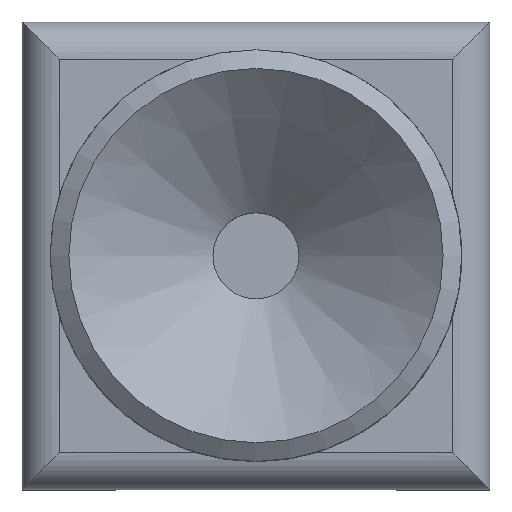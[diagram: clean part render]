
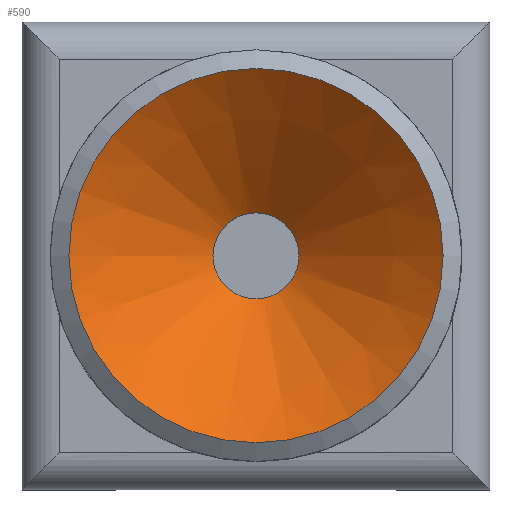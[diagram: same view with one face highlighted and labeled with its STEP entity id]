
A CAD part, top view. The second image highlights one B-rep face of the part: STEP entity #590.
In plain terms, the highlighted conical face has half-angle 51.34 degrees and reference radius 1 mm.
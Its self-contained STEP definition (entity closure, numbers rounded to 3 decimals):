
#475 = VERTEX_POINT('',#476);
#476 = CARTESIAN_POINT('',(1.,0.,0.8));
#482 = EDGE_CURVE('',#475,#475,#483,.T.);
#483 = CIRCLE('',#484,1.);
#484 = AXIS2_PLACEMENT_3D('',#485,#486,#487);
#485 = CARTESIAN_POINT('',(0.,0.,0.8));
#486 = DIRECTION('',(0.,0.,-1.));
#487 = DIRECTION('',(1.,0.,0.));
#590 = ADVANCED_FACE('',(#591),#610,.F.);
#591 = FACE_BOUND('',#592,.F.);
#592 = EDGE_LOOP('',(#593,#601,#602,#603));
#593 = ORIENTED_EDGE('',*,*,#594,.F.);
#594 = EDGE_CURVE('',#475,#595,#597,.T.);
#595 = VERTEX_POINT('',#596);
#596 = CARTESIAN_POINT('',(0.23,0.,0.184));
#597 = LINE('',#598,#599);
#598 = CARTESIAN_POINT('',(1.,0.,0.8));
#599 = VECTOR('',#600,1.);
#600 = DIRECTION('',(-0.781,0.,
    -0.625));
#601 = ORIENTED_EDGE('',*,*,#482,.T.);
#602 = ORIENTED_EDGE('',*,*,#594,.T.);
#603 = ORIENTED_EDGE('',*,*,#604,.T.);
#604 = EDGE_CURVE('',#595,#595,#605,.T.);
#605 = CIRCLE('',#606,0.23);
#606 = AXIS2_PLACEMENT_3D('',#607,#608,#609);
#607 = CARTESIAN_POINT('',(0.,0.,0.184));
#608 = DIRECTION('',(0.,0.,1.));
#609 = DIRECTION('',(0.,-1.,0.));
#610 = CONICAL_SURFACE('',#611,1.,0.896);
#611 = AXIS2_PLACEMENT_3D('',#612,#613,#614);
#612 = CARTESIAN_POINT('',(0.,0.,0.8));
#613 = DIRECTION('',(0.,0.,1.));
#614 = DIRECTION('',(1.,0.,0.));
